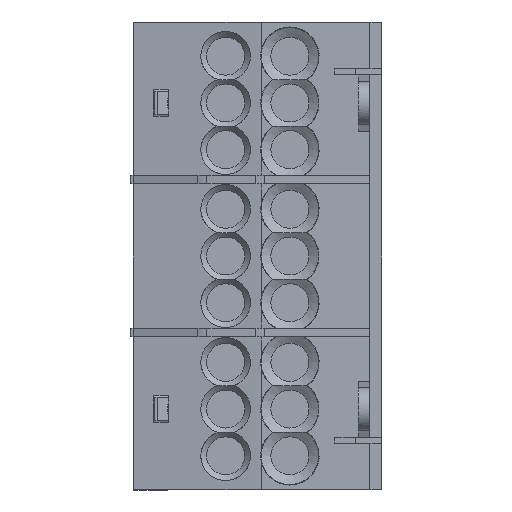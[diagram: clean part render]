
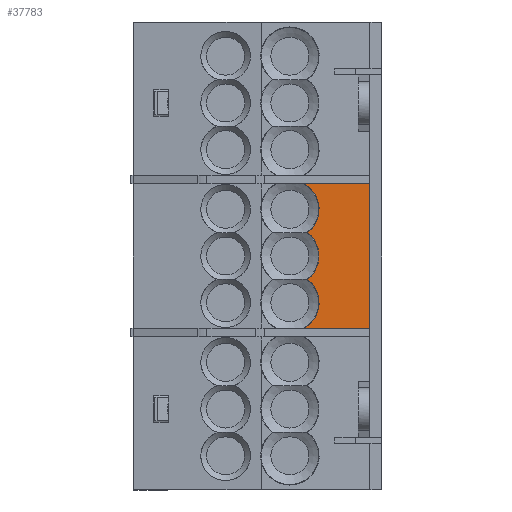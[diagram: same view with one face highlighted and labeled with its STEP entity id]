
A CAD part, left-side view. The second image highlights one B-rep face of the part: STEP entity #37783.
In plain terms, the highlighted planar face has unit normal (-1, 0, 0).
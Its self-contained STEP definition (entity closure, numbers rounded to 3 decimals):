
#5208 = PLANE('',#5209);
#5209 = AXIS2_PLACEMENT_3D('',#5210,#5211,#5212);
#5210 = CARTESIAN_POINT('',(-18.9,-2.,68.82));
#5211 = DIRECTION('',(0.,1.,0.));
#5212 = DIRECTION('',(-1.,0.,0.));
#5418 = PLANE('',#5419);
#5419 = AXIS2_PLACEMENT_3D('',#5420,#5421,#5422);
#5420 = CARTESIAN_POINT('',(-23.317,-4.025,52.4));
#5421 = DIRECTION('',(0.,0.,1.));
#5422 = DIRECTION('',(0.,1.,0.));
#7884 = VERTEX_POINT('',#7885);
#7885 = CARTESIAN_POINT('',(-19.5,9.235,52.4));
#7899 = CYLINDRICAL_SURFACE('',#7900,5.);
#7900 = AXIS2_PLACEMENT_3D('',#7901,#7902,#7903);
#7901 = CARTESIAN_POINT('',(-20.15,11.7,48.05));
#7902 = DIRECTION('',(1.,0.,0.));
#7903 = DIRECTION('',(0.,0.,1.));
#7911 = EDGE_CURVE('',#7912,#7884,#7914,.T.);
#7912 = VERTEX_POINT('',#7913);
#7913 = CARTESIAN_POINT('',(-19.5,-2.,52.4));
#7914 = SURFACE_CURVE('',#7915,(#7919,#7926),.PCURVE_S1.);
#7915 = LINE('',#7916,#7917);
#7916 = CARTESIAN_POINT('',(-19.5,-2.,52.4));
#7917 = VECTOR('',#7918,1.);
#7918 = DIRECTION('',(0.,1.,0.));
#7919 = PCURVE('',#5418,#7920);
#7920 = DEFINITIONAL_REPRESENTATION('',(#7921),#7925);
#7921 = LINE('',#7922,#7923);
#7922 = CARTESIAN_POINT('',(2.025,-3.817));
#7923 = VECTOR('',#7924,1.);
#7924 = DIRECTION('',(1.,0.));
#7925 = ( GEOMETRIC_REPRESENTATION_CONTEXT(2) 
PARAMETRIC_REPRESENTATION_CONTEXT() REPRESENTATION_CONTEXT('2D SPACE',''
  ) );
#7926 = PCURVE('',#7927,#7932);
#7927 = PLANE('',#7928);
#7928 = AXIS2_PLACEMENT_3D('',#7929,#7930,#7931);
#7929 = CARTESIAN_POINT('',(-19.5,-2.562,53.635));
#7930 = DIRECTION('',(1.,0.,0.));
#7931 = DIRECTION('',(0.,1.,0.));
#7932 = DEFINITIONAL_REPRESENTATION('',(#7933),#7937);
#7933 = LINE('',#7934,#7935);
#7934 = CARTESIAN_POINT('',(0.562,-1.235));
#7935 = VECTOR('',#7936,1.);
#7936 = DIRECTION('',(1.,0.));
#7937 = ( GEOMETRIC_REPRESENTATION_CONTEXT(2) 
PARAMETRIC_REPRESENTATION_CONTEXT() REPRESENTATION_CONTEXT('2D SPACE',''
  ) );
#8801 = EDGE_CURVE('',#8802,#7884,#8804,.T.);
#8802 = VERTEX_POINT('',#8803);
#8803 = CARTESIAN_POINT('',(-19.5,8.7,44.05));
#8804 = SURFACE_CURVE('',#8805,(#8810,#8817),.PCURVE_S1.);
#8805 = CIRCLE('',#8806,5.);
#8806 = AXIS2_PLACEMENT_3D('',#8807,#8808,#8809);
#8807 = CARTESIAN_POINT('',(-19.5,11.7,48.05));
#8808 = DIRECTION('',(-1.,0.,0.));
#8809 = DIRECTION('',(0.,0.,1.));
#8810 = PCURVE('',#7899,#8811);
#8811 = DEFINITIONAL_REPRESENTATION('',(#8812),#8816);
#8812 = LINE('',#8813,#8814);
#8813 = CARTESIAN_POINT('',(6.283,0.65));
#8814 = VECTOR('',#8815,1.);
#8815 = DIRECTION('',(-1.,0.));
#8816 = ( GEOMETRIC_REPRESENTATION_CONTEXT(2) 
PARAMETRIC_REPRESENTATION_CONTEXT() REPRESENTATION_CONTEXT('2D SPACE',''
  ) );
#8817 = PCURVE('',#7927,#8818);
#8818 = DEFINITIONAL_REPRESENTATION('',(#8819),#8827);
#8819 = ( BOUNDED_CURVE() B_SPLINE_CURVE(2,(#8820,#8821,#8822,#8823,
#8824,#8825,#8826),.UNSPECIFIED.,.T.,.F.) B_SPLINE_CURVE_WITH_KNOTS((1,2
    ,2,2,2,1),(-2.094,0.,2.094,4.189,
6.283,8.378),.UNSPECIFIED.) CURVE() 
GEOMETRIC_REPRESENTATION_ITEM() RATIONAL_B_SPLINE_CURVE((1.,0.5,1.,0.5,
1.,0.5,1.)) REPRESENTATION_ITEM('') );
#8820 = CARTESIAN_POINT('',(14.262,-0.585));
#8821 = CARTESIAN_POINT('',(22.922,-0.585));
#8822 = CARTESIAN_POINT('',(18.592,-8.085));
#8823 = CARTESIAN_POINT('',(14.262,-15.585));
#8824 = CARTESIAN_POINT('',(9.932,-8.085));
#8825 = CARTESIAN_POINT('',(5.601,-0.585));
#8826 = CARTESIAN_POINT('',(14.262,-0.585));
#8827 = ( GEOMETRIC_REPRESENTATION_CONTEXT(2) 
PARAMETRIC_REPRESENTATION_CONTEXT() REPRESENTATION_CONTEXT('2D SPACE',''
  ) );
#8843 = CYLINDRICAL_SURFACE('',#8844,5.);
#8844 = AXIS2_PLACEMENT_3D('',#8845,#8846,#8847);
#8845 = CARTESIAN_POINT('',(-20.15,11.7,40.05));
#8846 = DIRECTION('',(1.,0.,0.));
#8847 = DIRECTION('',(0.,0.,1.));
#17725 = PLANE('',#17726);
#17726 = AXIS2_PLACEMENT_3D('',#17727,#17728,#17729);
#17727 = CARTESIAN_POINT('',(-23.317,-4.025,27.7));
#17728 = DIRECTION('',(0.,0.,1.));
#17729 = DIRECTION('',(0.,1.,0.));
#24917 = VERTEX_POINT('',#24918);
#24918 = CARTESIAN_POINT('',(-19.5,-2.,27.7));
#24939 = EDGE_CURVE('',#24917,#24940,#24942,.T.);
#24940 = VERTEX_POINT('',#24941);
#24941 = CARTESIAN_POINT('',(-19.5,9.235,27.7));
#24942 = SURFACE_CURVE('',#24943,(#24947,#24954),.PCURVE_S1.);
#24943 = LINE('',#24944,#24945);
#24944 = CARTESIAN_POINT('',(-19.5,-2.,27.7));
#24945 = VECTOR('',#24946,1.);
#24946 = DIRECTION('',(0.,1.,0.));
#24947 = PCURVE('',#17725,#24948);
#24948 = DEFINITIONAL_REPRESENTATION('',(#24949),#24953);
#24949 = LINE('',#24950,#24951);
#24950 = CARTESIAN_POINT('',(2.025,-3.817));
#24951 = VECTOR('',#24952,1.);
#24952 = DIRECTION('',(1.,0.));
#24953 = ( GEOMETRIC_REPRESENTATION_CONTEXT(2) 
PARAMETRIC_REPRESENTATION_CONTEXT() REPRESENTATION_CONTEXT('2D SPACE',''
  ) );
#24954 = PCURVE('',#7927,#24955);
#24955 = DEFINITIONAL_REPRESENTATION('',(#24956),#24960);
#24956 = LINE('',#24957,#24958);
#24957 = CARTESIAN_POINT('',(0.562,-25.935));
#24958 = VECTOR('',#24959,1.);
#24959 = DIRECTION('',(1.,0.));
#24960 = ( GEOMETRIC_REPRESENTATION_CONTEXT(2) 
PARAMETRIC_REPRESENTATION_CONTEXT() REPRESENTATION_CONTEXT('2D SPACE',''
  ) );
#24978 = CYLINDRICAL_SURFACE('',#24979,5.);
#24979 = AXIS2_PLACEMENT_3D('',#24980,#24981,#24982);
#24980 = CARTESIAN_POINT('',(-20.15,11.7,32.05));
#24981 = DIRECTION('',(1.,0.,0.));
#24982 = DIRECTION('',(0.,0.,1.));
#25813 = VERTEX_POINT('',#25814);
#25814 = CARTESIAN_POINT('',(-19.5,8.7,36.05));
#25835 = EDGE_CURVE('',#24940,#25813,#25836,.T.);
#25836 = SURFACE_CURVE('',#25837,(#25842,#25849),.PCURVE_S1.);
#25837 = CIRCLE('',#25838,5.);
#25838 = AXIS2_PLACEMENT_3D('',#25839,#25840,#25841);
#25839 = CARTESIAN_POINT('',(-19.5,11.7,32.05));
#25840 = DIRECTION('',(-1.,0.,0.));
#25841 = DIRECTION('',(0.,0.,1.));
#25842 = PCURVE('',#24978,#25843);
#25843 = DEFINITIONAL_REPRESENTATION('',(#25844),#25848);
#25844 = LINE('',#25845,#25846);
#25845 = CARTESIAN_POINT('',(6.283,0.65));
#25846 = VECTOR('',#25847,1.);
#25847 = DIRECTION('',(-1.,0.));
#25848 = ( GEOMETRIC_REPRESENTATION_CONTEXT(2) 
PARAMETRIC_REPRESENTATION_CONTEXT() REPRESENTATION_CONTEXT('2D SPACE',''
  ) );
#25849 = PCURVE('',#7927,#25850);
#25850 = DEFINITIONAL_REPRESENTATION('',(#25851),#25859);
#25851 = ( BOUNDED_CURVE() B_SPLINE_CURVE(2,(#25852,#25853,#25854,#25855
    ,#25856,#25857,#25858),.UNSPECIFIED.,.T.,.F.) 
B_SPLINE_CURVE_WITH_KNOTS((1,2,2,2,2,1),(-2.094,0.,
    2.094,4.189,6.283,8.378),
.UNSPECIFIED.) CURVE() GEOMETRIC_REPRESENTATION_ITEM() 
RATIONAL_B_SPLINE_CURVE((1.,0.5,1.,0.5,1.,0.5,1.)) REPRESENTATION_ITEM(
  '') );
#25852 = CARTESIAN_POINT('',(14.262,-16.585));
#25853 = CARTESIAN_POINT('',(22.922,-16.585));
#25854 = CARTESIAN_POINT('',(18.592,-24.085));
#25855 = CARTESIAN_POINT('',(14.262,-31.585));
#25856 = CARTESIAN_POINT('',(9.932,-24.085));
#25857 = CARTESIAN_POINT('',(5.601,-16.585));
#25858 = CARTESIAN_POINT('',(14.262,-16.585));
#25859 = ( GEOMETRIC_REPRESENTATION_CONTEXT(2) 
PARAMETRIC_REPRESENTATION_CONTEXT() REPRESENTATION_CONTEXT('2D SPACE',''
  ) );
#27213 = EDGE_CURVE('',#24917,#7912,#27214,.T.);
#27214 = SURFACE_CURVE('',#27215,(#27219,#27226),.PCURVE_S1.);
#27215 = LINE('',#27216,#27217);
#27216 = CARTESIAN_POINT('',(-19.5,-2.,27.7));
#27217 = VECTOR('',#27218,1.);
#27218 = DIRECTION('',(0.,0.,1.));
#27219 = PCURVE('',#5208,#27220);
#27220 = DEFINITIONAL_REPRESENTATION('',(#27221),#27225);
#27221 = LINE('',#27222,#27223);
#27222 = CARTESIAN_POINT('',(0.6,-41.12));
#27223 = VECTOR('',#27224,1.);
#27224 = DIRECTION('',(0.,1.));
#27225 = ( GEOMETRIC_REPRESENTATION_CONTEXT(2) 
PARAMETRIC_REPRESENTATION_CONTEXT() REPRESENTATION_CONTEXT('2D SPACE',''
  ) );
#27226 = PCURVE('',#7927,#27227);
#27227 = DEFINITIONAL_REPRESENTATION('',(#27228),#27232);
#27228 = LINE('',#27229,#27230);
#27229 = CARTESIAN_POINT('',(0.562,-25.935));
#27230 = VECTOR('',#27231,1.);
#27231 = DIRECTION('',(0.,1.));
#27232 = ( GEOMETRIC_REPRESENTATION_CONTEXT(2) 
PARAMETRIC_REPRESENTATION_CONTEXT() REPRESENTATION_CONTEXT('2D SPACE',''
  ) );
#27430 = EDGE_CURVE('',#25813,#8802,#27431,.T.);
#27431 = SURFACE_CURVE('',#27432,(#27437,#27444),.PCURVE_S1.);
#27432 = CIRCLE('',#27433,5.);
#27433 = AXIS2_PLACEMENT_3D('',#27434,#27435,#27436);
#27434 = CARTESIAN_POINT('',(-19.5,11.7,40.05));
#27435 = DIRECTION('',(-1.,0.,0.));
#27436 = DIRECTION('',(0.,0.,1.));
#27437 = PCURVE('',#8843,#27438);
#27438 = DEFINITIONAL_REPRESENTATION('',(#27439),#27443);
#27439 = LINE('',#27440,#27441);
#27440 = CARTESIAN_POINT('',(6.283,0.65));
#27441 = VECTOR('',#27442,1.);
#27442 = DIRECTION('',(-1.,0.));
#27443 = ( GEOMETRIC_REPRESENTATION_CONTEXT(2) 
PARAMETRIC_REPRESENTATION_CONTEXT() REPRESENTATION_CONTEXT('2D SPACE',''
  ) );
#27444 = PCURVE('',#7927,#27445);
#27445 = DEFINITIONAL_REPRESENTATION('',(#27446),#27454);
#27446 = ( BOUNDED_CURVE() B_SPLINE_CURVE(2,(#27447,#27448,#27449,#27450
    ,#27451,#27452,#27453),.UNSPECIFIED.,.T.,.F.) 
B_SPLINE_CURVE_WITH_KNOTS((1,2,2,2,2,1),(-2.094,0.,
    2.094,4.189,6.283,8.378),
.UNSPECIFIED.) CURVE() GEOMETRIC_REPRESENTATION_ITEM() 
RATIONAL_B_SPLINE_CURVE((1.,0.5,1.,0.5,1.,0.5,1.)) REPRESENTATION_ITEM(
  '') );
#27447 = CARTESIAN_POINT('',(14.262,-8.585));
#27448 = CARTESIAN_POINT('',(22.922,-8.585));
#27449 = CARTESIAN_POINT('',(18.592,-16.085));
#27450 = CARTESIAN_POINT('',(14.262,-23.585));
#27451 = CARTESIAN_POINT('',(9.932,-16.085));
#27452 = CARTESIAN_POINT('',(5.601,-8.585));
#27453 = CARTESIAN_POINT('',(14.262,-8.585));
#27454 = ( GEOMETRIC_REPRESENTATION_CONTEXT(2) 
PARAMETRIC_REPRESENTATION_CONTEXT() REPRESENTATION_CONTEXT('2D SPACE',''
  ) );
#37783 = ADVANCED_FACE('',(#37784),#7927,.F.);
#37784 = FACE_BOUND('',#37785,.T.);
#37785 = EDGE_LOOP('',(#37786,#37787,#37788,#37789,#37790,#37791));
#37786 = ORIENTED_EDGE('',*,*,#7911,.T.);
#37787 = ORIENTED_EDGE('',*,*,#8801,.F.);
#37788 = ORIENTED_EDGE('',*,*,#27430,.F.);
#37789 = ORIENTED_EDGE('',*,*,#25835,.F.);
#37790 = ORIENTED_EDGE('',*,*,#24939,.F.);
#37791 = ORIENTED_EDGE('',*,*,#27213,.T.);
